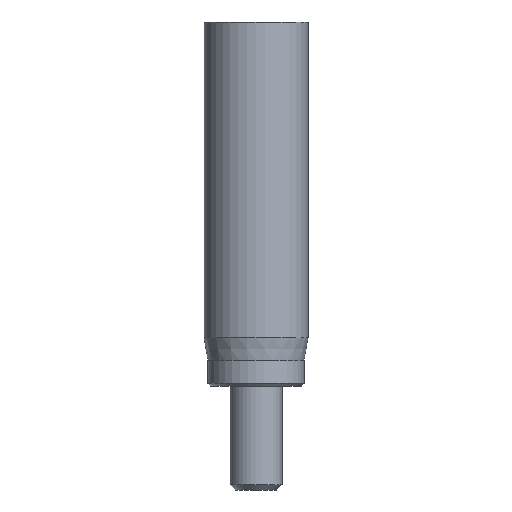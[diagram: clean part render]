
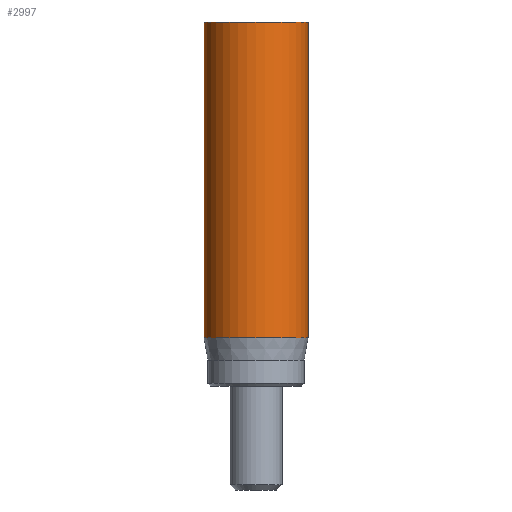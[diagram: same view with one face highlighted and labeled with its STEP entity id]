
A CAD part, front view. The second image highlights one B-rep face of the part: STEP entity #2997.
In plain terms, the highlighted cylindrical face has radius 2 mm (diameter 4 mm), a full revolution.
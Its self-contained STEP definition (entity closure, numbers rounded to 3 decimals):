
#84=CIRCLE('',#3203,2.);
#85=CIRCLE('',#3204,2.);
#86=CIRCLE('',#3206,2.);
#122=CYLINDRICAL_SURFACE('',#3205,2.);
#479=FACE_OUTER_BOUND('',#652,.T.);
#652=EDGE_LOOP('',(#2381,#2382,#2383,#2384,#2385));
#875=LINE('',#5037,#1101);
#1101=VECTOR('',#3540,2.);
#1363=VERTEX_POINT('',#5029);
#1364=VERTEX_POINT('',#5030);
#1365=VERTEX_POINT('',#5035);
#1749=EDGE_CURVE('',#1363,#1364,#84,.T.);
#1750=EDGE_CURVE('',#1364,#1363,#85,.T.);
#1752=EDGE_CURVE('',#1365,#1365,#86,.T.);
#1753=EDGE_CURVE('',#1365,#1363,#875,.T.);
#2381=ORIENTED_EDGE('',*,*,#1752,.T.);
#2382=ORIENTED_EDGE('',*,*,#1753,.T.);
#2383=ORIENTED_EDGE('',*,*,#1749,.T.);
#2384=ORIENTED_EDGE('',*,*,#1750,.T.);
#2385=ORIENTED_EDGE('',*,*,#1753,.F.);
#2997=ADVANCED_FACE('',(#479),#122,.T.);
#3203=AXIS2_PLACEMENT_3D('',#5031,#3531,#3532);
#3204=AXIS2_PLACEMENT_3D('',#5032,#3533,#3534);
#3205=AXIS2_PLACEMENT_3D('',#5034,#3536,#3537);
#3206=AXIS2_PLACEMENT_3D('',#5036,#3538,#3539);
#3531=DIRECTION('center_axis',(0.,0.,1.));
#3532=DIRECTION('ref_axis',(-1.,0.,0.));
#3533=DIRECTION('center_axis',(0.,0.,1.));
#3534=DIRECTION('ref_axis',(-1.,0.,0.));
#3536=DIRECTION('center_axis',(0.,0.,1.));
#3537=DIRECTION('ref_axis',(-1.,0.,0.));
#3538=DIRECTION('center_axis',(0.,0.,-1.));
#3539=DIRECTION('ref_axis',(-1.,0.,0.));
#3540=DIRECTION('',(0.,0.,-1.));
#5029=CARTESIAN_POINT('',(2.,0.,1.851));
#5030=CARTESIAN_POINT('',(-2.,0.,1.851));
#5031=CARTESIAN_POINT('Origin',(0.,0.,1.851));
#5032=CARTESIAN_POINT('Origin',(0.,0.,1.851));
#5034=CARTESIAN_POINT('Origin',(0.,0.,0.));
#5035=CARTESIAN_POINT('',(2.,0.,14.));
#5036=CARTESIAN_POINT('Origin',(0.,0.,14.));
#5037=CARTESIAN_POINT('',(2.,0.,0.));
